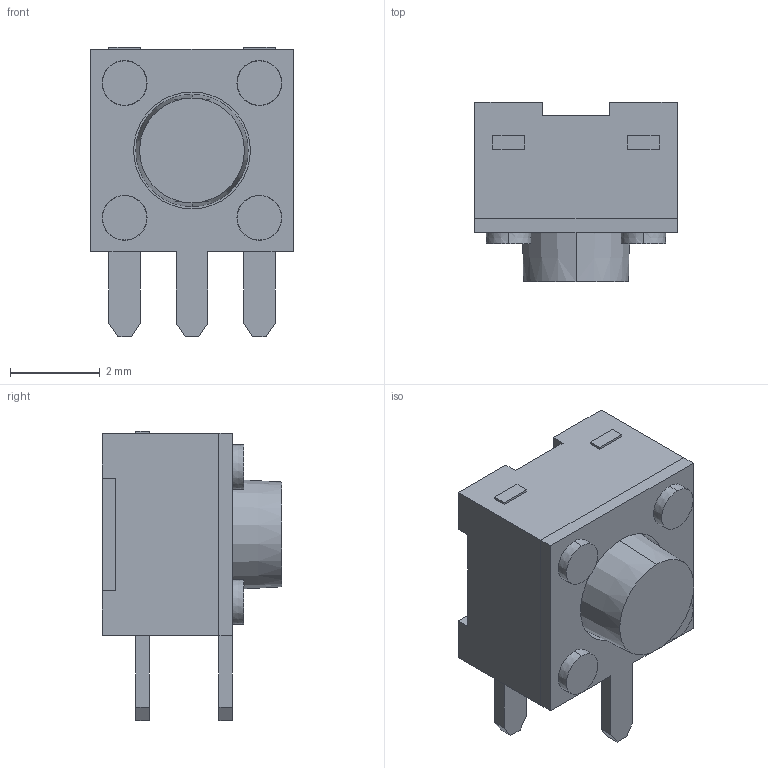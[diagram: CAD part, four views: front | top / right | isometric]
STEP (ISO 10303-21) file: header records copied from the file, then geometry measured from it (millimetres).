
FILE_DESCRIPTION (( 'STEP AP214' ), '1' );
FILE_NAME ('SW-QZ-4.5x4.5-3p-dip-up.STEP', '2009-08-02T05:35:05', ( 'kiwnliu' ), ( 'DS' ), 'SwSTEP 2.0', 'SolidWorks 2009', '' );
FILE_SCHEMA (( 'AUTOMOTIVE_DESIGN' ));
Length unit declared in the file: millimetre
Products named in the file (1): SW-QZ-4.5x4.5-3p-dip-up
Bounding box: 4.5 x 4 x 6.45 mm (x, y, z)
Volume: 61.8 mm3; surface area: 125.4 mm2
Topology: 1 solids, 1 shells, 71 faces, 171 edges, 112 vertices
Faces by surface type: plane 59, cone 10, cylinder 2
Entity records: 2845 total; most frequent: CARTESIAN_POINT 355, ORIENTED_EDGE 342, DIRECTION 339, EDGE_CURVE 171, LINE 147, VECTOR 147, VERTEX_POINT 112, AXIS2_PLACEMENT_3D 96
